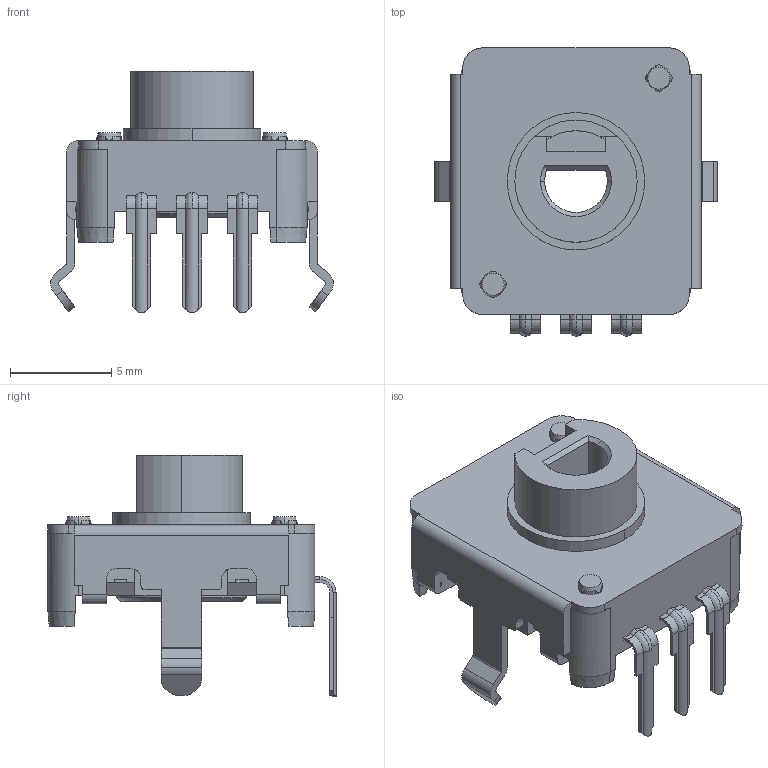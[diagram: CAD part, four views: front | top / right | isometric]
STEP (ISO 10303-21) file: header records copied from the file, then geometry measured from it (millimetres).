
FILE_DESCRIPTION (( 'STEP AP214' ), '1' );
FILE_NAME ('EC12E-085.step', '2024-08-21T05:38:24', ( '' ), ( '' ), 'SwSTEP 2.0', 'SolidWorks 2020', '' );
FILE_SCHEMA (( 'AUTOMOTIVE_DESIGN' ));
Length unit declared in the file: centimetre
Products named in the file (1): EC12E-085
Bounding box: 14 x 14.25 x 11.95 mm (x, y, z)
Volume: 583.4 mm3; surface area: 871.1 mm2
Topology: 1 solids, 1 shells, 446 faces, 1216 edges, 780 vertices
Faces by surface type: plane 281, cylinder 131, bspline 17, cone 17
Entity records: 16523 total; most frequent: CARTESIAN_POINT 3136, ORIENTED_EDGE 2432, DIRECTION 2338, EDGE_CURVE 1216, LINE 868, VECTOR 868, VERTEX_POINT 780, AXIS2_PLACEMENT_3D 735
